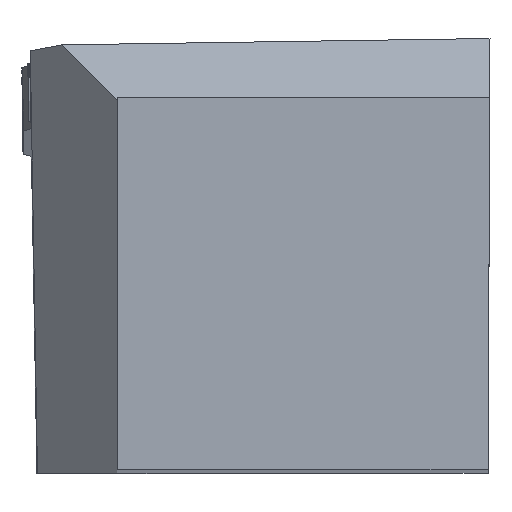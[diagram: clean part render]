
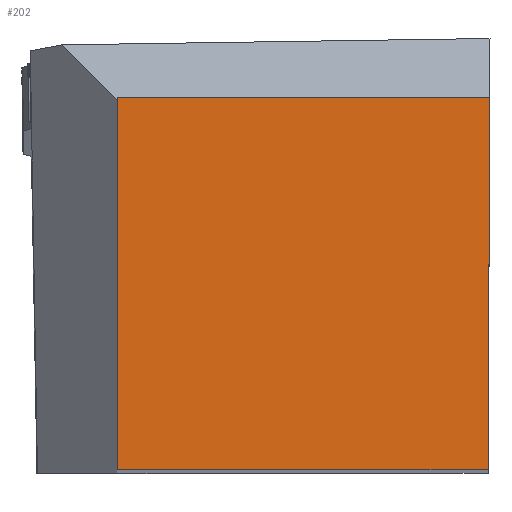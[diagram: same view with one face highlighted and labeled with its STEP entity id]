
A CAD part, top view. The second image highlights one B-rep face of the part: STEP entity #202.
In plain terms, the highlighted planar face has unit normal (0, 0, 1).
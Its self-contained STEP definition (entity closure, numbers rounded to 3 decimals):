
#202=ADVANCED_FACE('BLANK_BOXF006',(#306),#246,.F.);
#246=PLANE('',#1492);
#306=FACE_OUTER_BOUND('',#376,.T.);
#376=EDGE_LOOP('',(#727,#728,#729,#730));
#727=ORIENTED_EDGE('',*,*,#1046,.F.);
#728=ORIENTED_EDGE('',*,*,#1019,.F.);
#729=ORIENTED_EDGE('',*,*,#1044,.F.);
#730=ORIENTED_EDGE('',*,*,#1047,.F.);
#855=VERTEX_POINT('',#2348);
#856=VERTEX_POINT('',#2350);
#873=VERTEX_POINT('',#2397);
#874=VERTEX_POINT('',#2403);
#1019=EDGE_CURVE('',#855,#856,#1156,.T.);
#1044=EDGE_CURVE('',#873,#855,#1181,.T.);
#1046=EDGE_CURVE('',#856,#874,#1183,.T.);
#1047=EDGE_CURVE('',#874,#873,#1184,.T.);
#1156=LINE('',#2349,#1293);
#1181=LINE('',#2398,#1318);
#1183=LINE('',#2402,#1320);
#1184=LINE('',#2404,#1321);
#1293=VECTOR('',#1796,1.);
#1318=VECTOR('',#1833,1.);
#1320=VECTOR('',#1839,1.);
#1321=VECTOR('',#1840,1.);
#1492=AXIS2_PLACEMENT_3D('',#2405,#1841,#1842);
#1796=DIRECTION('',(-1.,0.,0.));
#1833=DIRECTION('',(-0.004,-1.,0.));
#1839=DIRECTION('',(0.,1.,0.));
#1840=DIRECTION('',(1.,0.,0.));
#1841=DIRECTION('',(0.,0.,-1.));
#1842=DIRECTION('',(0.,-1.,0.));
#2348=CARTESIAN_POINT('',(-0.11,0.,0.));
#2349=CARTESIAN_POINT('',(152.4,0.,0.));
#2350=CARTESIAN_POINT('',(-25.273,0.,0.));
#2397=CARTESIAN_POINT('',(0.,25.273,0.));
#2398=CARTESIAN_POINT('',(0.555,152.399,0.));
#2402=CARTESIAN_POINT('',(-25.273,-152.4,0.));
#2403=CARTESIAN_POINT('',(-25.273,25.273,0.));
#2404=CARTESIAN_POINT('',(-152.4,25.273,0.));
#2405=CARTESIAN_POINT('',(-57.023,-5.,0.));
